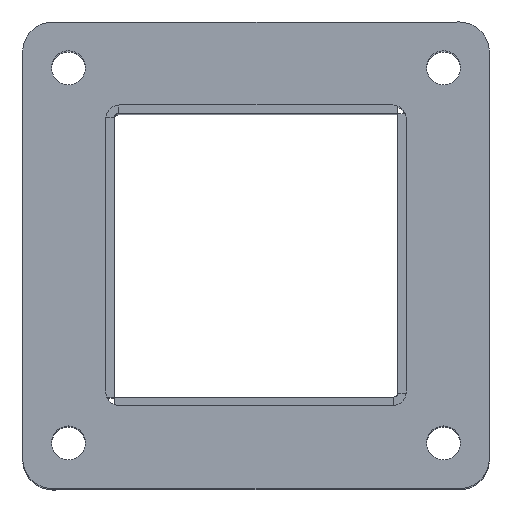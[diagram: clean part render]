
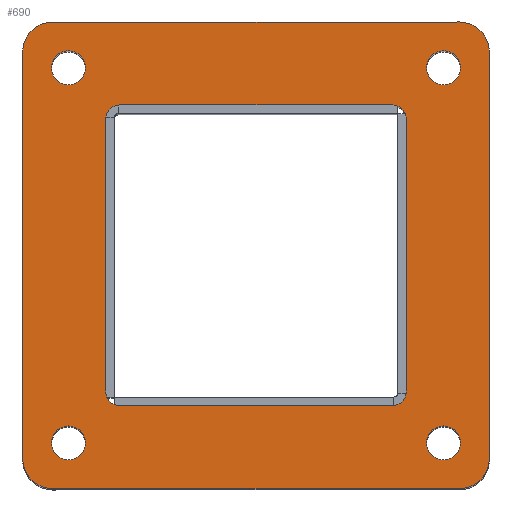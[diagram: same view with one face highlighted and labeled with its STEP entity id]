
A CAD part, top view. The second image highlights one B-rep face of the part: STEP entity #690.
In plain terms, the highlighted planar face has unit normal (0, 0, 1).
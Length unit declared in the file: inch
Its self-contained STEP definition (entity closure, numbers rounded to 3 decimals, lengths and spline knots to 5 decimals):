
#36=FACE_BOUND('',#150,.T.);
#37=FACE_BOUND('',#151,.T.);
#38=FACE_BOUND('',#152,.T.);
#39=FACE_BOUND('',#153,.T.);
#40=FACE_BOUND('',#154,.T.);
#68=PLANE('',#758);
#104=FACE_OUTER_BOUND('',#149,.T.);
#149=EDGE_LOOP('',(#583,#584,#585,#586,#587,#588,#589,#590));
#150=EDGE_LOOP('',(#591,#592,#593,#594,#595,#596,#597,#598));
#151=EDGE_LOOP('',(#599));
#152=EDGE_LOOP('',(#600));
#153=EDGE_LOOP('',(#601));
#154=EDGE_LOOP('',(#602));
#160=CIRCLE('',#715,0.125);
#162=CIRCLE('',#719,0.125);
#164=CIRCLE('',#723,0.125);
#166=CIRCLE('',#727,0.125);
#167=CIRCLE('',#730,0.25);
#176=CIRCLE('',#742,0.25);
#177=CIRCLE('',#745,0.25);
#178=CIRCLE('',#748,0.25);
#179=CIRCLE('',#750,0.14063);
#180=CIRCLE('',#752,0.14063);
#181=CIRCLE('',#754,0.14063);
#182=CIRCLE('',#756,0.14063);
#211=LINE('',#1036,#267);
#214=LINE('',#1047,#270);
#218=LINE('',#1059,#274);
#221=LINE('',#1068,#277);
#227=LINE('',#1084,#283);
#233=LINE('',#1112,#289);
#236=LINE('',#1120,#292);
#238=LINE('',#1138,#294);
#267=VECTOR('',#840,2.25);
#270=VECTOR('',#851,2.25);
#274=VECTOR('',#863,2.25);
#277=VECTOR('',#874,2.25);
#283=VECTOR('',#888,3.375);
#289=VECTOR('',#916,3.375);
#292=VECTOR('',#925,3.375);
#294=VECTOR('',#949,3.375);
#313=VERTEX_POINT('',#1026);
#314=VERTEX_POINT('',#1028);
#316=VERTEX_POINT('',#1034);
#319=VERTEX_POINT('',#1041);
#320=VERTEX_POINT('',#1043);
#323=VERTEX_POINT('',#1053);
#324=VERTEX_POINT('',#1055);
#326=VERTEX_POINT('',#1064);
#327=VERTEX_POINT('',#1071);
#328=VERTEX_POINT('',#1072);
#332=VERTEX_POINT('',#1082);
#342=VERTEX_POINT('',#1106);
#343=VERTEX_POINT('',#1110);
#344=VERTEX_POINT('',#1114);
#345=VERTEX_POINT('',#1118);
#346=VERTEX_POINT('',#1122);
#347=VERTEX_POINT('',#1126);
#348=VERTEX_POINT('',#1129);
#349=VERTEX_POINT('',#1132);
#350=VERTEX_POINT('',#1135);
#381=EDGE_CURVE('',#313,#314,#160,.T.);
#385=EDGE_CURVE('',#313,#316,#211,.T.);
#388=EDGE_CURVE('',#319,#320,#162,.T.);
#390=EDGE_CURVE('',#319,#314,#214,.T.);
#394=EDGE_CURVE('',#323,#324,#164,.T.);
#396=EDGE_CURVE('',#323,#320,#218,.T.);
#400=EDGE_CURVE('',#326,#316,#166,.T.);
#401=EDGE_CURVE('',#326,#324,#221,.T.);
#403=EDGE_CURVE('',#327,#328,#167,.T.);
#409=EDGE_CURVE('',#332,#327,#227,.T.);
#420=EDGE_CURVE('',#342,#332,#176,.T.);
#423=EDGE_CURVE('',#343,#342,#233,.T.);
#424=EDGE_CURVE('',#344,#343,#177,.T.);
#427=EDGE_CURVE('',#345,#344,#236,.T.);
#428=EDGE_CURVE('',#346,#345,#178,.T.);
#430=EDGE_CURVE('',#347,#347,#179,.T.);
#431=EDGE_CURVE('',#348,#348,#180,.T.);
#432=EDGE_CURVE('',#349,#349,#181,.T.);
#433=EDGE_CURVE('',#350,#350,#182,.T.);
#434=EDGE_CURVE('',#328,#346,#238,.T.);
#583=ORIENTED_EDGE('',*,*,#403,.F.);
#584=ORIENTED_EDGE('',*,*,#409,.F.);
#585=ORIENTED_EDGE('',*,*,#420,.F.);
#586=ORIENTED_EDGE('',*,*,#423,.F.);
#587=ORIENTED_EDGE('',*,*,#424,.F.);
#588=ORIENTED_EDGE('',*,*,#427,.F.);
#589=ORIENTED_EDGE('',*,*,#428,.F.);
#590=ORIENTED_EDGE('',*,*,#434,.F.);
#591=ORIENTED_EDGE('',*,*,#385,.T.);
#592=ORIENTED_EDGE('',*,*,#400,.F.);
#593=ORIENTED_EDGE('',*,*,#401,.T.);
#594=ORIENTED_EDGE('',*,*,#394,.F.);
#595=ORIENTED_EDGE('',*,*,#396,.T.);
#596=ORIENTED_EDGE('',*,*,#388,.F.);
#597=ORIENTED_EDGE('',*,*,#390,.T.);
#598=ORIENTED_EDGE('',*,*,#381,.F.);
#599=ORIENTED_EDGE('',*,*,#430,.T.);
#600=ORIENTED_EDGE('',*,*,#431,.T.);
#601=ORIENTED_EDGE('',*,*,#432,.T.);
#602=ORIENTED_EDGE('',*,*,#433,.T.);
#690=ADVANCED_FACE('',(#104,#36,#37,#38,#39,#40),#68,.T.);
#715=AXIS2_PLACEMENT_3D('',#1029,#833,#834);
#719=AXIS2_PLACEMENT_3D('',#1044,#846,#847);
#723=AXIS2_PLACEMENT_3D('',#1056,#858,#859);
#727=AXIS2_PLACEMENT_3D('',#1066,#870,#871);
#730=AXIS2_PLACEMENT_3D('',#1073,#878,#879);
#742=AXIS2_PLACEMENT_3D('',#1107,#910,#911);
#745=AXIS2_PLACEMENT_3D('',#1115,#919,#920);
#748=AXIS2_PLACEMENT_3D('',#1123,#928,#929);
#750=AXIS2_PLACEMENT_3D('',#1127,#933,#934);
#752=AXIS2_PLACEMENT_3D('',#1130,#937,#938);
#754=AXIS2_PLACEMENT_3D('',#1133,#941,#942);
#756=AXIS2_PLACEMENT_3D('',#1136,#945,#946);
#758=AXIS2_PLACEMENT_3D('',#1139,#950,#951);
#833=DIRECTION('center_axis',(0.,0.,1.));
#834=DIRECTION('ref_axis',(-0.707,-0.707,0.));
#840=DIRECTION('',(0.,1.,0.));
#846=DIRECTION('center_axis',(0.,0.,1.));
#847=DIRECTION('ref_axis',(0.707,-0.707,0.));
#851=DIRECTION('',(-1.,0.,0.));
#858=DIRECTION('center_axis',(0.,0.,1.));
#859=DIRECTION('ref_axis',(0.707,0.707,0.));
#863=DIRECTION('',(0.,-1.,0.));
#870=DIRECTION('center_axis',(0.,0.,1.));
#871=DIRECTION('ref_axis',(-0.707,0.707,0.));
#874=DIRECTION('',(1.,0.,0.));
#878=DIRECTION('center_axis',(0.,0.,-1.));
#879=DIRECTION('ref_axis',(-0.707,-0.707,0.));
#888=DIRECTION('',(-1.,0.,0.));
#910=DIRECTION('center_axis',(0.,0.,-1.));
#911=DIRECTION('ref_axis',(0.707,-0.707,0.));
#916=DIRECTION('',(0.,-1.,0.));
#919=DIRECTION('center_axis',(0.,0.,-1.));
#920=DIRECTION('ref_axis',(0.707,0.707,0.));
#925=DIRECTION('',(1.,0.,0.));
#928=DIRECTION('center_axis',(0.,0.,-1.));
#929=DIRECTION('ref_axis',(-0.707,0.707,0.));
#933=DIRECTION('center_axis',(0.,0.,-1.));
#934=DIRECTION('ref_axis',(-1.,0.,0.));
#937=DIRECTION('center_axis',(0.,0.,-1.));
#938=DIRECTION('ref_axis',(-1.,0.,0.));
#941=DIRECTION('center_axis',(0.,0.,-1.));
#942=DIRECTION('ref_axis',(-1.,0.,0.));
#945=DIRECTION('center_axis',(0.,0.,-1.));
#946=DIRECTION('ref_axis',(-1.,0.,0.));
#949=DIRECTION('',(0.,1.,0.));
#950=DIRECTION('center_axis',(0.,0.,1.));
#951=DIRECTION('ref_axis',(1.,0.,0.));
#1026=CARTESIAN_POINT('',(-1.25,-1.125,0.125));
#1028=CARTESIAN_POINT('',(-1.125,-1.25,0.125));
#1029=CARTESIAN_POINT('Origin',(-1.125,-1.125,0.125));
#1034=CARTESIAN_POINT('',(-1.25,1.125,0.125));
#1036=CARTESIAN_POINT('',(-1.25,-0.625,0.125));
#1041=CARTESIAN_POINT('',(1.125,-1.25,0.125));
#1043=CARTESIAN_POINT('',(1.25,-1.125,0.125));
#1044=CARTESIAN_POINT('Origin',(1.125,-1.125,0.125));
#1047=CARTESIAN_POINT('',(0.625,-1.25,0.125));
#1053=CARTESIAN_POINT('',(1.25,1.125,0.125));
#1055=CARTESIAN_POINT('',(1.125,1.25,0.125));
#1056=CARTESIAN_POINT('Origin',(1.125,1.125,0.125));
#1059=CARTESIAN_POINT('',(1.25,0.625,0.125));
#1064=CARTESIAN_POINT('',(-1.125,1.25,0.125));
#1066=CARTESIAN_POINT('Origin',(-1.125,1.125,0.125));
#1068=CARTESIAN_POINT('',(-0.625,1.25,0.125));
#1071=CARTESIAN_POINT('',(-1.6875,-1.9375,0.125));
#1072=CARTESIAN_POINT('',(-1.9375,-1.6875,0.125));
#1073=CARTESIAN_POINT('Origin',(-1.6875,-1.6875,0.125));
#1082=CARTESIAN_POINT('',(1.6875,-1.9375,0.125));
#1084=CARTESIAN_POINT('',(-1.9375,-1.9375,0.125));
#1106=CARTESIAN_POINT('',(1.9375,-1.6875,0.125));
#1107=CARTESIAN_POINT('Origin',(1.6875,-1.6875,0.125));
#1110=CARTESIAN_POINT('',(1.9375,1.6875,0.125));
#1112=CARTESIAN_POINT('',(1.9375,-1.9375,0.125));
#1114=CARTESIAN_POINT('',(1.6875,1.9375,0.125));
#1115=CARTESIAN_POINT('Origin',(1.6875,1.6875,0.125));
#1118=CARTESIAN_POINT('',(-1.6875,1.9375,0.125));
#1120=CARTESIAN_POINT('',(1.9375,1.9375,0.125));
#1122=CARTESIAN_POINT('',(-1.9375,1.6875,0.125));
#1123=CARTESIAN_POINT('Origin',(-1.6875,1.6875,0.125));
#1126=CARTESIAN_POINT('',(-1.41688,1.5575,0.125));
#1127=CARTESIAN_POINT('Origin',(-1.5575,1.5575,0.125));
#1129=CARTESIAN_POINT('',(-1.41688,-1.5575,0.125));
#1130=CARTESIAN_POINT('Origin',(-1.5575,-1.5575,0.125));
#1132=CARTESIAN_POINT('',(1.69813,-1.5575,0.125));
#1133=CARTESIAN_POINT('Origin',(1.5575,-1.5575,0.125));
#1135=CARTESIAN_POINT('',(1.69813,1.5575,0.125));
#1136=CARTESIAN_POINT('Origin',(1.5575,1.5575,0.125));
#1138=CARTESIAN_POINT('',(-1.9375,1.9375,0.125));
#1139=CARTESIAN_POINT('Origin',(0.,0.,
0.125));
